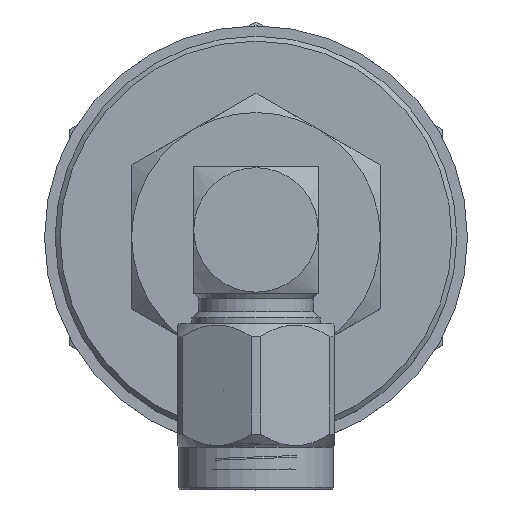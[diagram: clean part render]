
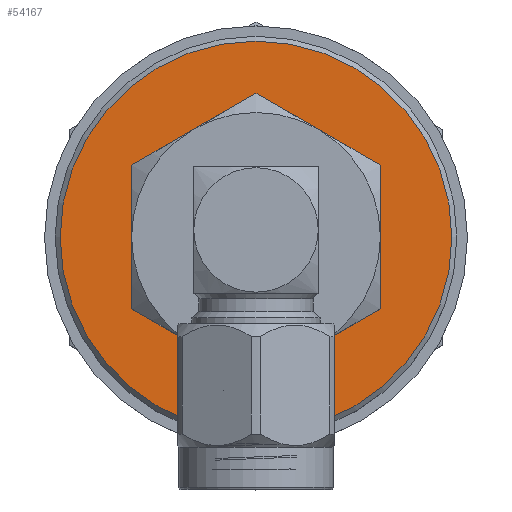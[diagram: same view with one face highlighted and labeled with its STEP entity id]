
A CAD part, top view. The second image highlights one B-rep face of the part: STEP entity #54167.
In plain terms, the highlighted face is planar.
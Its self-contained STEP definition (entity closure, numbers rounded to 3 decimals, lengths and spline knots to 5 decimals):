
#545 = DIRECTION ( 'NONE',  ( 0., 0., 1. ) ) ;
#1020 = FACE_OUTER_BOUND ( 'NONE', #92917, .T. ) ;
#7816 = CARTESIAN_POINT ( 'NONE',  ( 0., 0., -1.04331 ) ) ;
#9550 = CIRCLE ( 'NONE', #29596, 0.21875 ) ;
#13003 = AXIS2_PLACEMENT_3D ( 'NONE', #7816, #545, #22817 ) ;
#14870 = CARTESIAN_POINT ( 'NONE',  ( -0.21875, 0., -1.04331 ) ) ;
#16353 = EDGE_CURVE ( 'NONE', #65773, #65773, #9550, .T. ) ;
#21655 = CARTESIAN_POINT ( 'NONE',  ( 0.39354, 0., -1.04331 ) ) ;
#22433 = CIRCLE ( 'NONE', #47192, 0.39354 ) ;
#22817 = DIRECTION ( 'NONE',  ( 1., 0., 0. ) ) ;
#23208 = ORIENTED_EDGE ( 'NONE', *, *, #16353, .F. ) ;
#23831 = CARTESIAN_POINT ( 'NONE',  ( 0., 0., -1.04331 ) ) ;
#29596 = AXIS2_PLACEMENT_3D ( 'NONE', #74290, #36511, #52456 ) ;
#36511 = DIRECTION ( 'NONE',  ( 0., 0., -1. ) ) ;
#45564 = FACE_BOUND ( 'NONE', #55480, .T. ) ;
#47192 = AXIS2_PLACEMENT_3D ( 'NONE', #23831, #62083, #76155 ) ;
#48921 = EDGE_CURVE ( 'NONE', #87075, #87075, #22433, .T. ) ;
#52456 = DIRECTION ( 'NONE',  ( -1., 0., 0. ) ) ;
#54167 = ADVANCED_FACE ( 'NONE', ( #45564, #1020 ), #74204, .F. ) ;
#55480 = EDGE_LOOP ( 'NONE', ( #23208 ) ) ;
#62083 = DIRECTION ( 'NONE',  ( 0., 0., -1. ) ) ;
#65773 = VERTEX_POINT ( 'NONE', #14870 ) ;
#74204 = PLANE ( 'NONE',  #13003 ) ;
#74290 = CARTESIAN_POINT ( 'NONE',  ( 0., 0., -1.04331 ) ) ;
#76155 = DIRECTION ( 'NONE',  ( 1., 0., 0. ) ) ;
#87075 = VERTEX_POINT ( 'NONE', #21655 ) ;
#92917 = EDGE_LOOP ( 'NONE', ( #95456 ) ) ;
#95456 = ORIENTED_EDGE ( 'NONE', *, *, #48921, .T. ) ;
